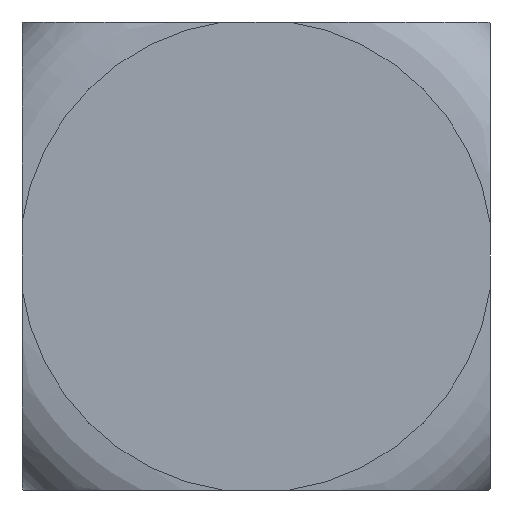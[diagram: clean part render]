
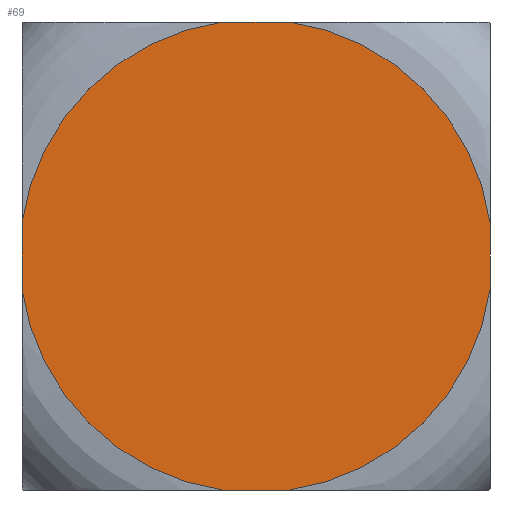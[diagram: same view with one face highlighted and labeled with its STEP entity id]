
A CAD part, left-side view. The second image highlights one B-rep face of the part: STEP entity #69.
In plain terms, the highlighted planar face has unit normal (-1, 0, 0).
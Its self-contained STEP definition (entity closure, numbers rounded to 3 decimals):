
#69 = ADVANCED_FACE( '', ( #145 ), #146, .F. );
#145 = FACE_OUTER_BOUND( '', #226, .T. );
#146 = PLANE( '', #227 );
#226 = EDGE_LOOP( '', ( #364, #365, #366, #367, #368, #369, #370, #371 ) );
#227 = AXIS2_PLACEMENT_3D( '', #372, #373, #374 );
#364 = ORIENTED_EDGE( '', *, *, #500, .F. );
#365 = ORIENTED_EDGE( '', *, *, #508, .F. );
#366 = ORIENTED_EDGE( '', *, *, #509, .F. );
#367 = ORIENTED_EDGE( '', *, *, #468, .F. );
#368 = ORIENTED_EDGE( '', *, *, #510, .F. );
#369 = ORIENTED_EDGE( '', *, *, #511, .F. );
#370 = ORIENTED_EDGE( '', *, *, #512, .F. );
#371 = ORIENTED_EDGE( '', *, *, #463, .F. );
#372 = CARTESIAN_POINT( '', ( 0., 0., 0. ) );
#373 = DIRECTION( '', ( 1., 0., 0. ) );
#374 = DIRECTION( '', ( 0., 0., -1. ) );
#463 = EDGE_CURVE( '', #539, #535, #541, .T. );
#468 = EDGE_CURVE( '', #548, #544, #550, .T. );
#500 = EDGE_CURVE( '', #598, #539, #600, .T. );
#508 = EDGE_CURVE( '', #609, #598, #610, .T. );
#509 = EDGE_CURVE( '', #544, #609, #611, .T. );
#510 = EDGE_CURVE( '', #612, #548, #613, .T. );
#511 = EDGE_CURVE( '', #614, #612, #615, .T. );
#512 = EDGE_CURVE( '', #535, #614, #616, .T. );
#535 = VERTEX_POINT( '', #644 );
#539 = VERTEX_POINT( '', #673 );
#541 = CIRCLE( '', #702, 17.675 );
#544 = VERTEX_POINT( '', #705 );
#548 = VERTEX_POINT( '', #734 );
#550 = CIRCLE( '', #763, 17.675 );
#598 = VERTEX_POINT( '', #822 );
#600 = LINE( '', #849, #850 );
#609 = VERTEX_POINT( '', #862 );
#610 = CIRCLE( '', #863, 17.675 );
#611 = LINE( '', #864, #865 );
#612 = VERTEX_POINT( '', #866 );
#613 = LINE( '', #867, #868 );
#614 = VERTEX_POINT( '', #869 );
#615 = CIRCLE( '', #870, 17.675 );
#616 = LINE( '', #871, #872 );
#644 = CARTESIAN_POINT( '', ( 0., 2.481, 17.5 ) );
#673 = CARTESIAN_POINT( '', ( 0., 17.5, 2.481 ) );
#702 = AXIS2_PLACEMENT_3D( '', #982, #983, #984 );
#705 = CARTESIAN_POINT( '', ( 0., -2.481, -17.5 ) );
#734 = CARTESIAN_POINT( '', ( 0., -17.5, -2.481 ) );
#763 = AXIS2_PLACEMENT_3D( '', #988, #989, #990 );
#822 = CARTESIAN_POINT( '', ( 0., 17.5, -2.481 ) );
#849 = CARTESIAN_POINT( '', ( 0., 17.5, -17.5 ) );
#850 = VECTOR( '', #1038, 1000. );
#862 = CARTESIAN_POINT( '', ( 0., 2.481, -17.5 ) );
#863 = AXIS2_PLACEMENT_3D( '', #1045, #1046, #1047 );
#864 = CARTESIAN_POINT( '', ( 0., -17.5, -17.5 ) );
#865 = VECTOR( '', #1048, 1000. );
#866 = CARTESIAN_POINT( '', ( 0., -17.5, 2.481 ) );
#867 = CARTESIAN_POINT( '', ( 0., -17.5, 17.5 ) );
#868 = VECTOR( '', #1049, 1000. );
#869 = CARTESIAN_POINT( '', ( 0., -2.481, 17.5 ) );
#870 = AXIS2_PLACEMENT_3D( '', #1050, #1051, #1052 );
#871 = CARTESIAN_POINT( '', ( 0., 17.5, 17.5 ) );
#872 = VECTOR( '', #1053, 1000. );
#982 = CARTESIAN_POINT( '', ( 0., 0., 0. ) );
#983 = DIRECTION( '', ( 1., 0., 0. ) );
#984 = DIRECTION( '', ( 0., 0., -1. ) );
#988 = CARTESIAN_POINT( '', ( 0., 0., 0. ) );
#989 = DIRECTION( '', ( 1., 0., 0. ) );
#990 = DIRECTION( '', ( 0., 0., -1. ) );
#1038 = DIRECTION( '', ( 0., 0., 1. ) );
#1045 = CARTESIAN_POINT( '', ( 0., 0., 0. ) );
#1046 = DIRECTION( '', ( 1., 0., 0. ) );
#1047 = DIRECTION( '', ( 0., 0., -1. ) );
#1048 = DIRECTION( '', ( 0., 1., 0. ) );
#1049 = DIRECTION( '', ( 0., 0., -1. ) );
#1050 = CARTESIAN_POINT( '', ( 0., 0., 0. ) );
#1051 = DIRECTION( '', ( 1., 0., 0. ) );
#1052 = DIRECTION( '', ( 0., 0., -1. ) );
#1053 = DIRECTION( '', ( 0., -1., 0. ) );
